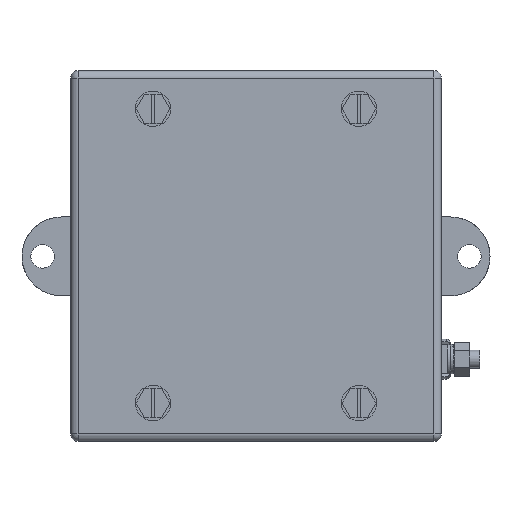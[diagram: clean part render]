
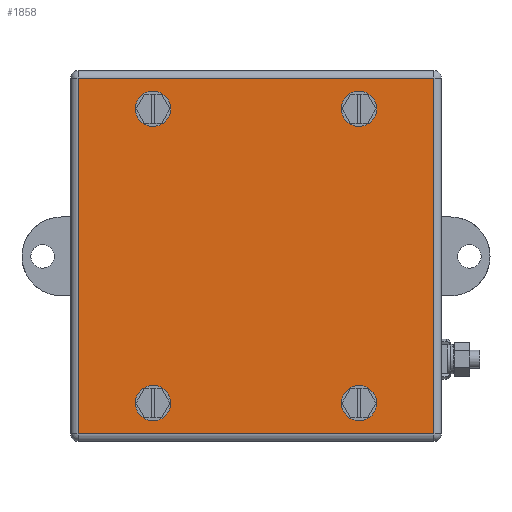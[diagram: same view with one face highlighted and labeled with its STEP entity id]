
A CAD part, top view. The second image highlights one B-rep face of the part: STEP entity #1858.
In plain terms, the highlighted planar face has unit normal (0, 0, 1).
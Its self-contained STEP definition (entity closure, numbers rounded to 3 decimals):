
#1645=AXIS2_PLACEMENT_3D('Circle Axis2P3D',#1643,#1644,$) ;
#1664=AXIS2_PLACEMENT_3D('Circle Axis2P3D',#1662,#1663,$) ;
#1688=AXIS2_PLACEMENT_3D('Circle Axis2P3D',#1686,#1687,$) ;
#1707=AXIS2_PLACEMENT_3D('Circle Axis2P3D',#1705,#1706,$) ;
#1731=AXIS2_PLACEMENT_3D('Circle Axis2P3D',#1729,#1730,$) ;
#1750=AXIS2_PLACEMENT_3D('Circle Axis2P3D',#1748,#1749,$) ;
#1774=AXIS2_PLACEMENT_3D('Circle Axis2P3D',#1772,#1773,$) ;
#1793=AXIS2_PLACEMENT_3D('Circle Axis2P3D',#1791,#1792,$) ;
#1806=AXIS2_PLACEMENT_3D('Plane Axis2P3D',#1803,#1804,#1805) ;
#1640=CARTESIAN_POINT('Vertex',(111.75,13.,83.)) ;
#1643=CARTESIAN_POINT('Axis2P3D Location',(114.5,13.,83.)) ;
#1647=CARTESIAN_POINT('Vertex',(117.25,13.,83.)) ;
#1662=CARTESIAN_POINT('Axis2P3D Location',(114.5,13.,83.)) ;
#1683=CARTESIAN_POINT('Vertex',(47.25,113.,83.)) ;
#1686=CARTESIAN_POINT('Axis2P3D Location',(44.5,113.,83.)) ;
#1690=CARTESIAN_POINT('Vertex',(41.75,113.,83.)) ;
#1705=CARTESIAN_POINT('Axis2P3D Location',(44.5,113.,83.)) ;
#1726=CARTESIAN_POINT('Vertex',(47.25,13.,83.)) ;
#1729=CARTESIAN_POINT('Axis2P3D Location',(44.5,13.,83.)) ;
#1733=CARTESIAN_POINT('Vertex',(41.75,13.,83.)) ;
#1748=CARTESIAN_POINT('Axis2P3D Location',(44.5,13.,83.)) ;
#1769=CARTESIAN_POINT('Vertex',(111.75,113.,83.)) ;
#1772=CARTESIAN_POINT('Axis2P3D Location',(114.5,113.,83.)) ;
#1776=CARTESIAN_POINT('Vertex',(117.25,113.,83.)) ;
#1791=CARTESIAN_POINT('Axis2P3D Location',(114.5,113.,83.)) ;
#1803=CARTESIAN_POINT('Axis2P3D Location',(79.5,63.,83.)) ;
#1808=CARTESIAN_POINT('Line Origine',(79.5,2.6,83.)) ;
#1812=CARTESIAN_POINT('Vertex',(139.9,2.6,83.)) ;
#1814=CARTESIAN_POINT('Vertex',(19.1,2.6,83.)) ;
#1817=CARTESIAN_POINT('Line Origine',(139.9,63.,83.)) ;
#1821=CARTESIAN_POINT('Vertex',(139.9,123.4,83.)) ;
#1824=CARTESIAN_POINT('Line Origine',(79.5,123.4,83.)) ;
#1828=CARTESIAN_POINT('Vertex',(19.1,123.4,83.)) ;
#1831=CARTESIAN_POINT('Line Origine',(19.1,63.,83.)) ;
#1644=DIRECTION('Axis2P3D Direction',(0.,0.,1.)) ;
#1663=DIRECTION('Axis2P3D Direction',(0.,0.,1.)) ;
#1687=DIRECTION('Axis2P3D Direction',(0.,0.,1.)) ;
#1706=DIRECTION('Axis2P3D Direction',(0.,0.,1.)) ;
#1730=DIRECTION('Axis2P3D Direction',(0.,0.,1.)) ;
#1749=DIRECTION('Axis2P3D Direction',(0.,0.,1.)) ;
#1773=DIRECTION('Axis2P3D Direction',(0.,0.,1.)) ;
#1792=DIRECTION('Axis2P3D Direction',(0.,0.,1.)) ;
#1804=DIRECTION('Axis2P3D Direction',(0.,0.,-1.)) ;
#1805=DIRECTION('Axis2P3D XDirection',(1.,0.,0.)) ;
#1809=DIRECTION('Vector Direction',(1.,0.,0.)) ;
#1818=DIRECTION('Vector Direction',(0.,-1.,0.)) ;
#1825=DIRECTION('Vector Direction',(-1.,0.,0.)) ;
#1832=DIRECTION('Vector Direction',(0.,1.,0.)) ;
#1810=VECTOR('Line Direction',#1809,1.) ;
#1819=VECTOR('Line Direction',#1818,1.) ;
#1826=VECTOR('Line Direction',#1825,1.) ;
#1833=VECTOR('Line Direction',#1832,1.) ;
#1837=ORIENTED_EDGE('',*,*,#1816,.F.) ;
#1838=ORIENTED_EDGE('',*,*,#1823,.F.) ;
#1839=ORIENTED_EDGE('',*,*,#1830,.F.) ;
#1840=ORIENTED_EDGE('',*,*,#1835,.F.) ;
#1843=ORIENTED_EDGE('',*,*,#1666,.F.) ;
#1844=ORIENTED_EDGE('',*,*,#1649,.F.) ;
#1847=ORIENTED_EDGE('',*,*,#1752,.F.) ;
#1848=ORIENTED_EDGE('',*,*,#1735,.F.) ;
#1851=ORIENTED_EDGE('',*,*,#1795,.F.) ;
#1852=ORIENTED_EDGE('',*,*,#1778,.F.) ;
#1855=ORIENTED_EDGE('',*,*,#1709,.F.) ;
#1856=ORIENTED_EDGE('',*,*,#1692,.F.) ;
#1845=FACE_BOUND('',#1842,.T.) ;
#1849=FACE_BOUND('',#1846,.T.) ;
#1853=FACE_BOUND('',#1850,.T.) ;
#1857=FACE_BOUND('',#1854,.T.) ;
#1858=ADVANCED_FACE('Cover',(#1841,#1845,#1849,#1853,#1857),#1807,.F.) ;
#1646=CIRCLE('generated circle',#1645,2.75) ;
#1665=CIRCLE('generated circle',#1664,2.75) ;
#1689=CIRCLE('generated circle',#1688,2.75) ;
#1708=CIRCLE('generated circle',#1707,2.75) ;
#1732=CIRCLE('generated circle',#1731,2.75) ;
#1751=CIRCLE('generated circle',#1750,2.75) ;
#1775=CIRCLE('generated circle',#1774,2.75) ;
#1794=CIRCLE('generated circle',#1793,2.75) ;
#1649=EDGE_CURVE('',#1641,#1648,#1646,.T.) ;
#1666=EDGE_CURVE('',#1648,#1641,#1665,.T.) ;
#1692=EDGE_CURVE('',#1684,#1691,#1689,.T.) ;
#1709=EDGE_CURVE('',#1691,#1684,#1708,.T.) ;
#1735=EDGE_CURVE('',#1727,#1734,#1732,.T.) ;
#1752=EDGE_CURVE('',#1734,#1727,#1751,.T.) ;
#1778=EDGE_CURVE('',#1770,#1777,#1775,.T.) ;
#1795=EDGE_CURVE('',#1777,#1770,#1794,.T.) ;
#1816=EDGE_CURVE('',#1813,#1815,#1811,.F.) ;
#1823=EDGE_CURVE('',#1822,#1813,#1820,.T.) ;
#1830=EDGE_CURVE('',#1829,#1822,#1827,.F.) ;
#1835=EDGE_CURVE('',#1815,#1829,#1834,.T.) ;
#1836=EDGE_LOOP('',(#1837,#1838,#1839,#1840)) ;
#1842=EDGE_LOOP('',(#1843,#1844)) ;
#1846=EDGE_LOOP('',(#1847,#1848)) ;
#1850=EDGE_LOOP('',(#1851,#1852)) ;
#1854=EDGE_LOOP('',(#1855,#1856)) ;
#1841=FACE_OUTER_BOUND('',#1836,.T.) ;
#1811=LINE('Line',#1808,#1810) ;
#1820=LINE('Line',#1817,#1819) ;
#1827=LINE('Line',#1824,#1826) ;
#1834=LINE('Line',#1831,#1833) ;
#1807=PLANE('',#1806) ;
#1641=VERTEX_POINT('',#1640) ;
#1648=VERTEX_POINT('',#1647) ;
#1684=VERTEX_POINT('',#1683) ;
#1691=VERTEX_POINT('',#1690) ;
#1727=VERTEX_POINT('',#1726) ;
#1734=VERTEX_POINT('',#1733) ;
#1770=VERTEX_POINT('',#1769) ;
#1777=VERTEX_POINT('',#1776) ;
#1813=VERTEX_POINT('',#1812) ;
#1815=VERTEX_POINT('',#1814) ;
#1822=VERTEX_POINT('',#1821) ;
#1829=VERTEX_POINT('',#1828) ;
